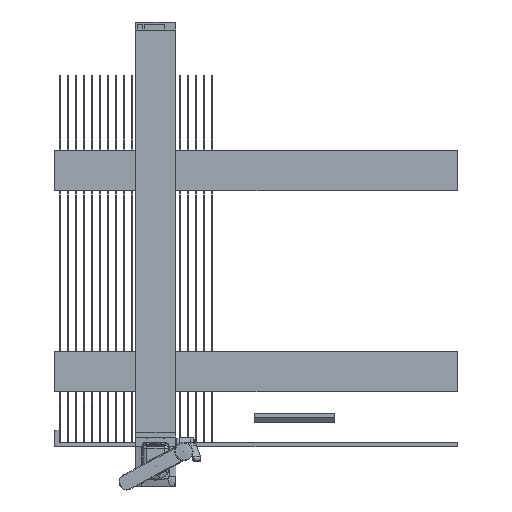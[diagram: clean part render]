
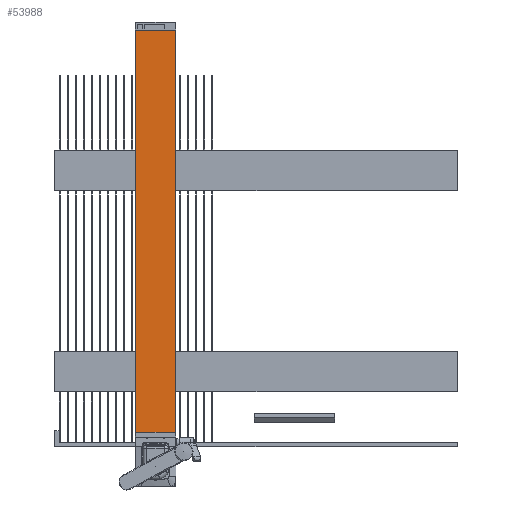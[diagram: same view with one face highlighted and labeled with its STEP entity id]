
A CAD part, front view. The second image highlights one B-rep face of the part: STEP entity #53988.
In plain terms, the highlighted face is planar.
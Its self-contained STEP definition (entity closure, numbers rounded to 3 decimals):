
#3994=LINE('',#87903,#7950);
#4111=LINE('',#88146,#8067);
#4112=LINE('',#88148,#8068);
#4113=LINE('',#88150,#8069);
#7950=VECTOR('',#65655,1000.);
#8067=VECTOR('',#65862,1000.);
#8068=VECTOR('',#65865,1000.);
#8069=VECTOR('',#65866,1000.);
#10037=PLANE('',#57030);
#19734=ORIENTED_EDGE('',*,*,#26156,.F.);
#19735=ORIENTED_EDGE('',*,*,#26276,.T.);
#19736=ORIENTED_EDGE('',*,*,#26277,.T.);
#19737=ORIENTED_EDGE('',*,*,#26278,.F.);
#26156=EDGE_CURVE('',#30267,#30268,#3994,.T.);
#26276=EDGE_CURVE('',#30267,#30348,#4111,.T.);
#26277=EDGE_CURVE('',#30348,#30349,#4112,.T.);
#26278=EDGE_CURVE('',#30268,#30349,#4113,.T.);
#30267=VERTEX_POINT('',#87902);
#30268=VERTEX_POINT('',#87904);
#30348=VERTEX_POINT('',#88145);
#30349=VERTEX_POINT('',#88149);
#34152=EDGE_LOOP('',(#19734,#19735,#19736,#19737));
#36917=FACE_BOUND('',#34152,.T.);
#53988=ADVANCED_FACE('',(#36917),#10037,.F.);
#57030=AXIS2_PLACEMENT_3D('',#88147,#65863,#65864);
#65655=DIRECTION('',(-1.,0.,0.));
#65862=DIRECTION('',(0.,-1.,0.));
#65863=DIRECTION('',(0.,0.,1.));
#65864=DIRECTION('',(1.,0.,0.));
#65865=DIRECTION('',(-1.,0.,0.));
#65866=DIRECTION('',(0.,-1.,0.));
#87902=CARTESIAN_POINT('',(25.,400.,-25.));
#87903=CARTESIAN_POINT('',(25.,400.,-25.));
#87904=CARTESIAN_POINT('',(-25.,400.,-25.));
#88145=CARTESIAN_POINT('',(25.,-100.,-25.));
#88146=CARTESIAN_POINT('',(25.,100.,-25.));
#88147=CARTESIAN_POINT('',(25.,100.,-25.));
#88148=CARTESIAN_POINT('',(25.,-100.,-25.));
#88149=CARTESIAN_POINT('',(-25.,-100.,-25.));
#88150=CARTESIAN_POINT('',(-25.,100.,-25.));
